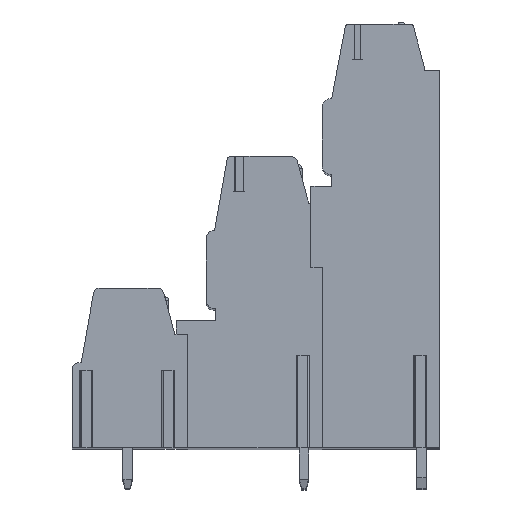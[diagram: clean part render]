
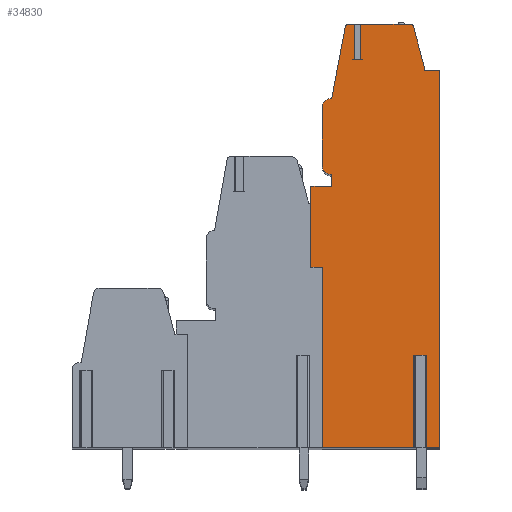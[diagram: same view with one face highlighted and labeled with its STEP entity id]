
A CAD part, top view. The second image highlights one B-rep face of the part: STEP entity #34830.
In plain terms, the highlighted planar face has unit normal (0, 0, 1).
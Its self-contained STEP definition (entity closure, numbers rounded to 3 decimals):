
#13=DIRECTION('',(0.,1.,0.));
#14=VECTOR('',#13,15.6);
#15=CARTESIAN_POINT('',(1.,-19.1,83.82));
#16=LINE('',#15,#14);
#17=DIRECTION('',(1.,0.,0.));
#18=VECTOR('',#17,1.);
#19=CARTESIAN_POINT('',(0.,-3.5,83.82));
#20=LINE('',#19,#18);
#21=DIRECTION('',(-1.,0.,0.));
#22=VECTOR('',#21,1.8);
#23=CARTESIAN_POINT('',(1.8,3.5,83.82));
#24=LINE('',#23,#22);
#25=DIRECTION('',(0.,-1.,0.));
#26=VECTOR('',#25,1.);
#27=CARTESIAN_POINT('',(1.8,4.5,83.82));
#28=LINE('',#27,#26);
#29=CARTESIAN_POINT('',(1.8,5.3,83.82));
#30=DIRECTION('',(0.,0.,1.));
#31=DIRECTION('',(-1.,0.,0.));
#32=AXIS2_PLACEMENT_3D('',#29,#30,#31);
#34=DIRECTION('',(0.,-1.,0.));
#35=VECTOR('',#34,5.);
#36=CARTESIAN_POINT('',(1.,10.3,83.82));
#37=LINE('',#36,#35);
#38=CARTESIAN_POINT('',(1.8,10.3,83.82));
#39=DIRECTION('',(0.,0.,1.));
#40=DIRECTION('',(0.,1.,0.));
#41=AXIS2_PLACEMENT_3D('',#38,#39,#40);
#43=DIRECTION('',(-0.186,-0.983,0.));
#44=VECTOR('',#43,6.265);
#45=CARTESIAN_POINT('',(2.964,17.256,83.82));
#46=LINE('',#45,#44);
#47=CARTESIAN_POINT('',(3.259,17.2,83.82));
#48=DIRECTION('',(0.,0.,1.));
#49=DIRECTION('',(0.,1.,0.));
#50=AXIS2_PLACEMENT_3D('',#47,#48,#49);
#52=DIRECTION('',(-1.,0.,0.));
#53=VECTOR('',#52,0.551);
#54=CARTESIAN_POINT('',(3.81,17.5,83.82));
#55=LINE('',#54,#53);
#56=DIRECTION('',(0.,-1.,0.));
#57=VECTOR('',#56,3.05);
#58=CARTESIAN_POINT('',(3.81,17.5,83.82));
#59=LINE('',#58,#57);
#60=DIRECTION('',(1.,0.,0.));
#61=VECTOR('',#60,0.5);
#62=CARTESIAN_POINT('',(3.81,14.45,83.82));
#63=LINE('',#62,#61);
#64=DIRECTION('',(0.,-1.,0.));
#65=VECTOR('',#64,3.05);
#66=CARTESIAN_POINT('',(4.31,17.5,83.82));
#67=LINE('',#66,#65);
#68=DIRECTION('',(-1.,0.,0.));
#69=VECTOR('',#68,4.27);
#70=CARTESIAN_POINT('',(8.58,17.5,83.82));
#71=LINE('',#70,#69);
#72=CARTESIAN_POINT('',(8.58,17.2,83.82));
#73=DIRECTION('',(0.,0.,1.));
#74=DIRECTION('',(0.965,0.261,0.));
#75=AXIS2_PLACEMENT_3D('',#72,#73,#74);
#77=DIRECTION('',(-0.261,0.965,0.));
#78=VECTOR('',#77,3.539);
#79=CARTESIAN_POINT('',(9.792,13.861,83.82));
#80=LINE('',#79,#78);
#81=DIRECTION('',(-0.035,0.999,0.));
#82=VECTOR('',#81,0.361);
#83=CARTESIAN_POINT('',(9.805,13.5,83.82));
#84=LINE('',#83,#82);
#85=DIRECTION('',(-1.,0.,0.));
#86=VECTOR('',#85,1.355);
#87=CARTESIAN_POINT('',(11.16,13.5,83.82));
#88=LINE('',#87,#86);
#89=DIRECTION('',(0.,1.,0.));
#90=VECTOR('',#89,32.6);
#91=CARTESIAN_POINT('',(11.16,-19.1,83.82));
#92=LINE('',#91,#90);
#93=DIRECTION('',(1.,0.,0.));
#94=VECTOR('',#93,1.39);
#95=CARTESIAN_POINT('',(9.77,-19.1,83.82));
#96=LINE('',#95,#94);
#97=DIRECTION('',(0.,1.,0.));
#98=VECTOR('',#97,8.);
#99=CARTESIAN_POINT('',(9.77,-19.1,83.82));
#100=LINE('',#99,#98);
#101=DIRECTION('',(-1.,0.,0.));
#102=VECTOR('',#101,0.62);
#103=CARTESIAN_POINT('',(9.77,-11.1,83.82));
#104=LINE('',#103,#102);
#105=DIRECTION('',(0.,1.,0.));
#106=VECTOR('',#105,8.);
#107=CARTESIAN_POINT('',(9.15,-19.1,83.82));
#108=LINE('',#107,#106);
#109=DIRECTION('',(1.,0.,0.));
#110=VECTOR('',#109,8.15);
#111=CARTESIAN_POINT('',(1.,-19.1,83.82));
#112=LINE('',#111,#110);
#3988=DIRECTION('',(0.,-1.,0.));
#3989=VECTOR('',#3988,7.);
#3990=CARTESIAN_POINT('',(0.,3.5,83.82));
#3991=LINE('',#3990,#3989);
#27455=CARTESIAN_POINT('',(11.16,-19.1,83.82));
#27456=CARTESIAN_POINT('',(11.16,13.5,83.82));
#27457=VERTEX_POINT('',#27455);
#27458=VERTEX_POINT('',#27456);
#27459=CARTESIAN_POINT('',(9.805,13.5,83.82));
#27460=VERTEX_POINT('',#27459);
#27461=CARTESIAN_POINT('',(9.792,13.861,83.82));
#27462=VERTEX_POINT('',#27461);
#27463=CARTESIAN_POINT('',(8.87,17.278,83.82));
#27464=VERTEX_POINT('',#27463);
#27465=CARTESIAN_POINT('',(8.58,17.5,83.82));
#27466=VERTEX_POINT('',#27465);
#27467=CARTESIAN_POINT('',(3.259,17.5,83.82));
#27468=CARTESIAN_POINT('',(2.964,17.256,83.82));
#27469=VERTEX_POINT('',#27467);
#27470=VERTEX_POINT('',#27468);
#27471=CARTESIAN_POINT('',(1.8,11.1,83.82));
#27472=VERTEX_POINT('',#27471);
#27473=CARTESIAN_POINT('',(1.,10.3,83.82));
#27474=VERTEX_POINT('',#27473);
#27475=CARTESIAN_POINT('',(1.,5.3,83.82));
#27476=VERTEX_POINT('',#27475);
#27477=CARTESIAN_POINT('',(1.8,4.5,83.82));
#27478=VERTEX_POINT('',#27477);
#27479=CARTESIAN_POINT('',(1.8,3.5,83.82));
#27480=VERTEX_POINT('',#27479);
#27481=CARTESIAN_POINT('',(0.,3.5,83.82));
#27482=VERTEX_POINT('',#27481);
#27567=CARTESIAN_POINT('',(9.77,-11.1,83.82));
#27568=CARTESIAN_POINT('',(9.15,-11.1,83.82));
#27569=VERTEX_POINT('',#27567);
#27570=VERTEX_POINT('',#27568);
#27571=CARTESIAN_POINT('',(9.77,-19.1,83.82));
#27572=VERTEX_POINT('',#27571);
#27573=CARTESIAN_POINT('',(9.15,-19.1,83.82));
#27574=VERTEX_POINT('',#27573);
#27575=CARTESIAN_POINT('',(1.,-19.1,83.82));
#27576=VERTEX_POINT('',#27575);
#27613=CARTESIAN_POINT('',(3.81,14.45,83.82));
#27614=CARTESIAN_POINT('',(4.31,14.45,83.82));
#27615=VERTEX_POINT('',#27613);
#27616=VERTEX_POINT('',#27614);
#27617=CARTESIAN_POINT('',(3.81,17.5,83.82));
#27618=VERTEX_POINT('',#27617);
#27623=CARTESIAN_POINT('',(4.31,17.5,83.82));
#27624=VERTEX_POINT('',#27623);
#32082=CARTESIAN_POINT('',(1.,-3.5,83.82));
#32083=VERTEX_POINT('',#32082);
#32084=CARTESIAN_POINT('',(0.,-3.5,83.82));
#32085=VERTEX_POINT('',#32084);
#34773=CARTESIAN_POINT('',(0.,0.,83.82));
#34774=DIRECTION('',(0.,0.,1.));
#34775=DIRECTION('',(1.,0.,0.));
#34776=AXIS2_PLACEMENT_3D('',#34773,#34774,#34775);
#34777=PLANE('',#34776);
#34779=ORIENTED_EDGE('',*,*,#34778,.T.);
#34781=ORIENTED_EDGE('',*,*,#34780,.F.);
#34783=ORIENTED_EDGE('',*,*,#34782,.F.);
#34785=ORIENTED_EDGE('',*,*,#34784,.F.);
#34787=ORIENTED_EDGE('',*,*,#34786,.F.);
#34789=ORIENTED_EDGE('',*,*,#34788,.F.);
#34791=ORIENTED_EDGE('',*,*,#34790,.F.);
#34793=ORIENTED_EDGE('',*,*,#34792,.F.);
#34795=ORIENTED_EDGE('',*,*,#34794,.F.);
#34797=ORIENTED_EDGE('',*,*,#34796,.F.);
#34799=ORIENTED_EDGE('',*,*,#34798,.F.);
#34801=ORIENTED_EDGE('',*,*,#34800,.T.);
#34803=ORIENTED_EDGE('',*,*,#34802,.T.);
#34805=ORIENTED_EDGE('',*,*,#34804,.F.);
#34807=ORIENTED_EDGE('',*,*,#34806,.F.);
#34809=ORIENTED_EDGE('',*,*,#34808,.F.);
#34811=ORIENTED_EDGE('',*,*,#34810,.F.);
#34813=ORIENTED_EDGE('',*,*,#34812,.F.);
#34815=ORIENTED_EDGE('',*,*,#34814,.F.);
#34817=ORIENTED_EDGE('',*,*,#34816,.F.);
#34819=ORIENTED_EDGE('',*,*,#34818,.F.);
#34821=ORIENTED_EDGE('',*,*,#34820,.T.);
#34823=ORIENTED_EDGE('',*,*,#34822,.T.);
#34825=ORIENTED_EDGE('',*,*,#34824,.F.);
#34827=ORIENTED_EDGE('',*,*,#34826,.F.);
#34828=EDGE_LOOP('',(#34779,#34781,#34783,#34785,#34787,#34789,#34791,#34793,
#34795,#34797,#34799,#34801,#34803,#34805,#34807,#34809,#34811,#34813,#34815,
#34817,#34819,#34821,#34823,#34825,#34827));
#34829=FACE_OUTER_BOUND('',#34828,.F.);
#33=CIRCLE('',#32,0.8);
#42=CIRCLE('',#41,0.8);
#51=CIRCLE('',#50,0.3);
#76=CIRCLE('',#75,0.3);
#34778=EDGE_CURVE('',#27576,#32083,#16,.T.);
#34780=EDGE_CURVE('',#32085,#32083,#20,.T.);
#34782=EDGE_CURVE('',#27482,#32085,#3991,.T.);
#34784=EDGE_CURVE('',#27480,#27482,#24,.T.);
#34786=EDGE_CURVE('',#27478,#27480,#28,.T.);
#34788=EDGE_CURVE('',#27476,#27478,#33,.T.);
#34790=EDGE_CURVE('',#27474,#27476,#37,.T.);
#34792=EDGE_CURVE('',#27472,#27474,#42,.T.);
#34794=EDGE_CURVE('',#27470,#27472,#46,.T.);
#34796=EDGE_CURVE('',#27469,#27470,#51,.T.);
#34798=EDGE_CURVE('',#27618,#27469,#55,.T.);
#34800=EDGE_CURVE('',#27618,#27615,#59,.T.);
#34802=EDGE_CURVE('',#27615,#27616,#63,.T.);
#34804=EDGE_CURVE('',#27624,#27616,#67,.T.);
#34806=EDGE_CURVE('',#27466,#27624,#71,.T.);
#34808=EDGE_CURVE('',#27464,#27466,#76,.T.);
#34810=EDGE_CURVE('',#27462,#27464,#80,.T.);
#34812=EDGE_CURVE('',#27460,#27462,#84,.T.);
#34814=EDGE_CURVE('',#27458,#27460,#88,.T.);
#34816=EDGE_CURVE('',#27457,#27458,#92,.T.);
#34818=EDGE_CURVE('',#27572,#27457,#96,.T.);
#34820=EDGE_CURVE('',#27572,#27569,#100,.T.);
#34822=EDGE_CURVE('',#27569,#27570,#104,.T.);
#34824=EDGE_CURVE('',#27574,#27570,#108,.T.);
#34826=EDGE_CURVE('',#27576,#27574,#112,.T.);
#34830=ADVANCED_FACE('',(#34829),#34777,.T.);
